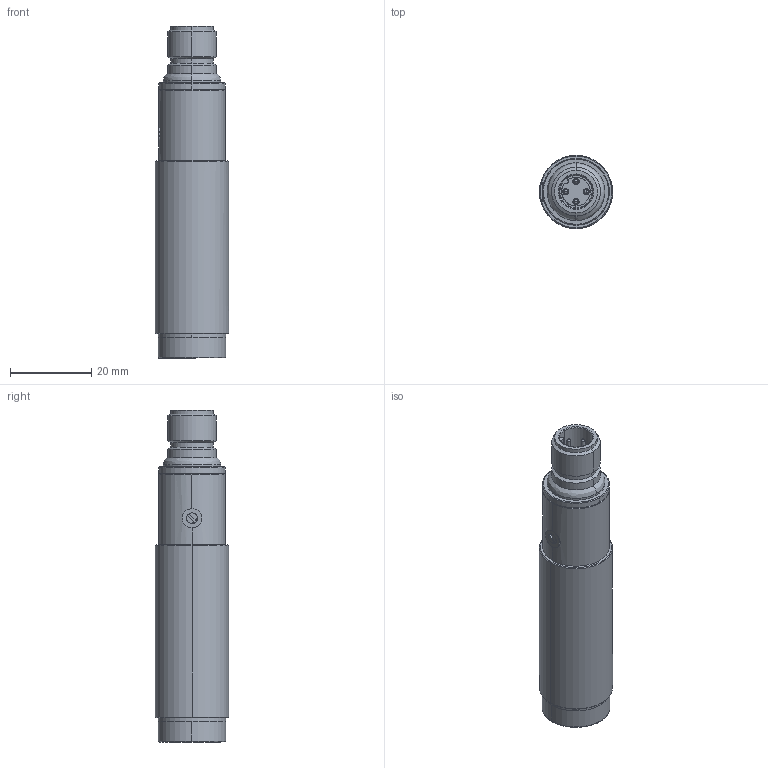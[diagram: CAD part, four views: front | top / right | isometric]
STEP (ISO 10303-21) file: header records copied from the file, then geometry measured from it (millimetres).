
FILE_DESCRIPTION (( 'STEP AP214' ), '1' );
FILE_NAME ('FAIH-00-0E.step', '2018-04-12T19:52:48', ( '' ), ( '' ), 'SwSTEP 2.0', 'SolidWorks 2017', '' );
FILE_SCHEMA (( 'AUTOMOTIVE_DESIGN' ));
Length unit declared in the file: inch
Products named in the file (1): FAIH-00-0E
Bounding box: 18 x 18 x 81.6 mm (x, y, z)
Volume: 17189.4 mm3; surface area: 7101.9 mm2
Topology: 11 solids, 11 shells, 152 faces, 333 edges, 208 vertices
Faces by surface type: cylinder 56, plane 50, cone 24, bspline 22
Entity records: 5421 total; most frequent: CARTESIAN_POINT 1964, DIRECTION 719, ORIENTED_EDGE 650, EDGE_CURVE 325, AXIS2_PLACEMENT_3D 297, VERTEX_POINT 208, EDGE_LOOP 169, CIRCLE 166
